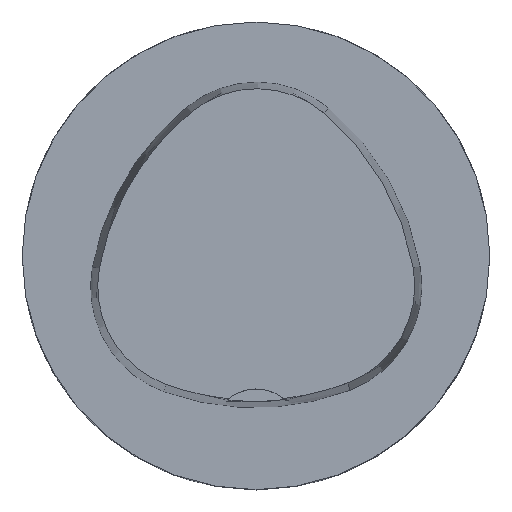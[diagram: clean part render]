
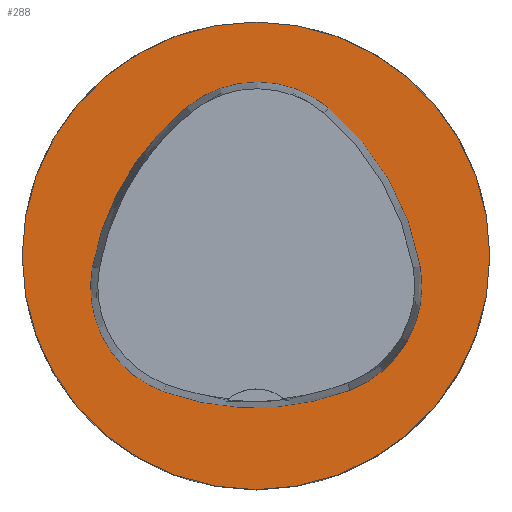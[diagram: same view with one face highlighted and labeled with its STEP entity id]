
A CAD part, top view. The second image highlights one B-rep face of the part: STEP entity #288.
In plain terms, the highlighted planar face has unit normal (0, 0, 1).
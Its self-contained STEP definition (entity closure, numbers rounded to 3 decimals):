
#288=ADVANCED_FACE('',(#394,#395),#351,.T.);
#351=PLANE('',#1098);
#394=FACE_BOUND('',#487,.T.);
#395=FACE_BOUND('',#488,.T.);
#487=EDGE_LOOP('',(#642,#643,#644,#645,#646,#647));
#488=EDGE_LOOP('',(#648));
#642=ORIENTED_EDGE('',*,*,#936,.T.);
#643=ORIENTED_EDGE('',*,*,#916,.T.);
#644=ORIENTED_EDGE('',*,*,#920,.T.);
#645=ORIENTED_EDGE('',*,*,#923,.T.);
#646=ORIENTED_EDGE('',*,*,#926,.T.);
#647=ORIENTED_EDGE('',*,*,#934,.T.);
#648=ORIENTED_EDGE('',*,*,#906,.F.);
#816=VERTEX_POINT('',#1531);
#826=VERTEX_POINT('',#1552);
#827=VERTEX_POINT('',#1553);
#830=VERTEX_POINT('',#1561);
#832=VERTEX_POINT('',#1567);
#834=VERTEX_POINT('',#1573);
#841=VERTEX_POINT('',#1594);
#906=EDGE_CURVE('',#816,#816,#1008,.T.);
#916=EDGE_CURVE('',#826,#827,#1010,.T.);
#920=EDGE_CURVE('',#827,#830,#1012,.T.);
#923=EDGE_CURVE('',#830,#832,#1014,.T.);
#926=EDGE_CURVE('',#832,#834,#1016,.T.);
#934=EDGE_CURVE('',#834,#841,#1020,.T.);
#936=EDGE_CURVE('',#841,#826,#1022,.T.);
#1008=CIRCLE('',#1069,31.5);
#1010=CIRCLE('',#1076,36.0);
#1012=CIRCLE('',#1079,15.0);
#1014=CIRCLE('',#1082,36.0);
#1016=CIRCLE('',#1085,15.0);
#1020=CIRCLE('',#1090,36.0);
#1022=CIRCLE('',#1093,15.0);
#1069=AXIS2_PLACEMENT_3D('',#1530,#1217,#1218);
#1076=AXIS2_PLACEMENT_3D('',#1551,#1235,#1236);
#1079=AXIS2_PLACEMENT_3D('',#1560,#1243,#1244);
#1082=AXIS2_PLACEMENT_3D('',#1566,#1250,#1251);
#1085=AXIS2_PLACEMENT_3D('',#1572,#1257,#1258);
#1090=AXIS2_PLACEMENT_3D('',#1595,#1269,#1270);
#1093=AXIS2_PLACEMENT_3D('',#1598,#1275,#1276);
#1098=AXIS2_PLACEMENT_3D('',#1603,#1285,#1286);
#1217=DIRECTION('',(0.0,0.0,-1.0));
#1218=DIRECTION('',(-1.0,0.0,0.0));
#1235=DIRECTION('',(0.0,0.0,-1.0));
#1236=DIRECTION('',(-1.0,0.0,0.0));
#1243=DIRECTION('',(0.0,0.0,-1.0));
#1244=DIRECTION('',(-1.0,0.0,0.0));
#1250=DIRECTION('',(0.0,0.0,-1.0));
#1251=DIRECTION('',(-1.0,0.0,0.0));
#1257=DIRECTION('',(0.0,0.0,-1.0));
#1258=DIRECTION('',(-1.0,0.0,0.0));
#1269=DIRECTION('',(0.0,0.0,-1.0));
#1270=DIRECTION('',(-1.0,0.0,0.0));
#1275=DIRECTION('',(0.0,0.0,-1.0));
#1276=DIRECTION('',(-1.0,0.0,0.0));
#1285=DIRECTION('',(0.0,0.0,1.0));
#1286=DIRECTION('',(1.0,0.0,0.0));
#1530=CARTESIAN_POINT('',(0.0,0.0,0.0));
#1531=CARTESIAN_POINT('',(-31.5,0.0,0.0));
#1551=CARTESIAN_POINT('',(13.398,-7.893,0.0));
#1552=CARTESIAN_POINT('',(-22.041,-1.562,0.0));
#1553=CARTESIAN_POINT('',(-9.317,20.036,0.0));
#1560=CARTESIAN_POINT('',(0.148,8.399,0.0));
#1561=CARTESIAN_POINT('',(9.779,19.898,0.0));
#1566=CARTESIAN_POINT('',(-13.337,-7.7,0.0));
#1567=CARTESIAN_POINT('',(22.122,-1.48,0.0));
#1572=CARTESIAN_POINT('',(7.347,-4.071,0.0));
#1573=CARTESIAN_POINT('',(12.693,-18.087,0.0));
#1594=CARTESIAN_POINT('',(-12.373,-18.307,0.0));
#1595=CARTESIAN_POINT('',(-0.137,15.55,0.0));
#1598=CARTESIAN_POINT('',(-7.275,-4.2,0.0));
#1603=CARTESIAN_POINT('',(0.0,0.0,0.0));
